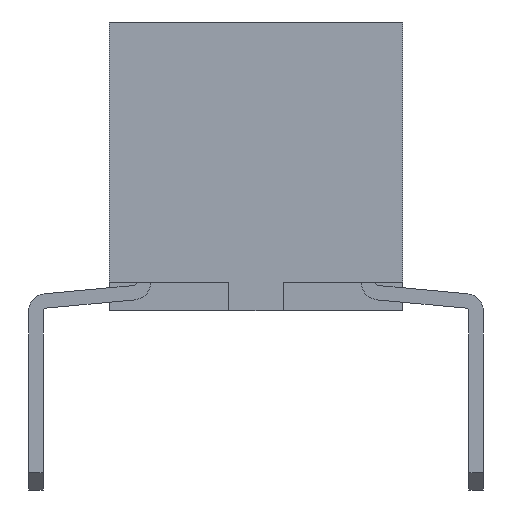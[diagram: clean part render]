
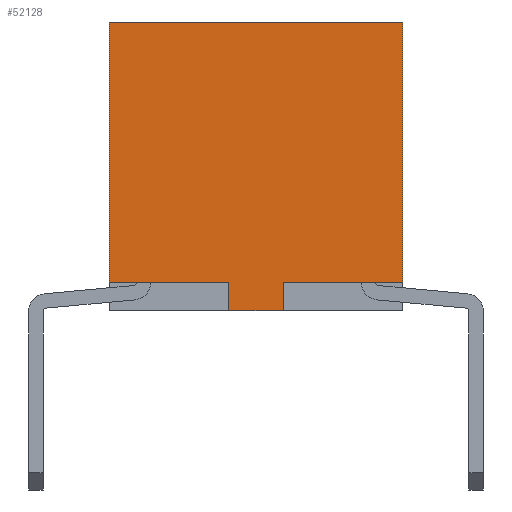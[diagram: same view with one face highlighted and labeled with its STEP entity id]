
A CAD part, front view. The second image highlights one B-rep face of the part: STEP entity #52128.
In plain terms, the highlighted face is planar.
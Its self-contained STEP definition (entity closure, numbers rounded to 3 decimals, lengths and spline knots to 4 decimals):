
#13273=ORIENTED_EDGE('',*,*,#19180,.F.);
#13274=ORIENTED_EDGE('',*,*,#19179,.T.);
#13275=ORIENTED_EDGE('',*,*,#13807,.T.);
#13276=ORIENTED_EDGE('',*,*,#19181,.F.);
#13277=ORIENTED_EDGE('',*,*,#19182,.F.);
#13278=ORIENTED_EDGE('',*,*,#19183,.F.);
#13279=ORIENTED_EDGE('',*,*,#14202,.T.);
#13280=ORIENTED_EDGE('',*,*,#19146,.T.);
#13807=EDGE_CURVE('',#19356,#19355,#22906,.T.);
#14202=EDGE_CURVE('',#19610,#19609,#23166,.T.);
#19146=EDGE_CURVE('',#19609,#22762,#26678,.T.);
#19179=EDGE_CURVE('',#22778,#19356,#26711,.T.);
#19180=EDGE_CURVE('',#22778,#22762,#26712,.T.);
#19181=EDGE_CURVE('',#22779,#19355,#26713,.T.);
#19182=EDGE_CURVE('',#22780,#22779,#26714,.T.);
#19183=EDGE_CURVE('',#19610,#22780,#26715,.T.);
#19355=VERTEX_POINT('',#66543);
#19356=VERTEX_POINT('',#66545);
#19609=VERTEX_POINT('',#67416);
#19610=VERTEX_POINT('',#67418);
#22762=VERTEX_POINT('',#78170);
#22778=VERTEX_POINT('',#78234);
#22779=VERTEX_POINT('',#78239);
#22780=VERTEX_POINT('',#78241);
#22906=LINE('',#66544,#26878);
#23166=LINE('',#67417,#27138);
#26678=LINE('',#78171,#30650);
#26711=LINE('',#78235,#30683);
#26712=LINE('',#78237,#30684);
#26713=LINE('',#78238,#30685);
#26714=LINE('',#78240,#30686);
#26715=LINE('',#78242,#30687);
#26878=VECTOR('',#55823,1000.);
#27138=VECTOR('',#56585,1000.);
#30650=VECTOR('',#65999,1000.);
#30683=VECTOR('',#66062,1000.);
#30684=VECTOR('',#66065,1000.);
#30685=VECTOR('',#66066,1000.);
#30686=VECTOR('',#66067,1000.);
#30687=VECTOR('',#66068,1000.);
#32791=EDGE_LOOP('',(#13273,#13274,#13275,#13276,#13277,#13278,#13279,#13280));
#34885=FACE_BOUND('',#32791,.T.);
#36141=PLANE('',#55477);
#52128=ADVANCED_FACE('',(#34885),#36141,.F.);
#55477=AXIS2_PLACEMENT_3D('',#78236,#66063,#66064);
#55823=DIRECTION('',(0.,-1.,0.));
#56585=DIRECTION('',(0.,-1.,0.));
#65999=DIRECTION('',(0.,0.,-1.));
#66062=DIRECTION('',(0.,0.,1.));
#66063=DIRECTION('',(1.,0.,0.));
#66064=DIRECTION('',(0.,0.,-1.));
#66065=DIRECTION('',(0.,1.,0.));
#66066=DIRECTION('',(0.,0.,-1.));
#66067=DIRECTION('',(0.,-1.,0.));
#66068=DIRECTION('',(0.,0.,1.));
#66543=CARTESIAN_POINT('',(-15.54,-2.54,-2.));
#66544=CARTESIAN_POINT('',(-15.54,0.,-2.));
#66545=CARTESIAN_POINT('',(-15.54,-0.47,-2.));
#67416=CARTESIAN_POINT('',(-15.54,0.47,-2.));
#67417=CARTESIAN_POINT('',(-15.54,0.,-2.));
#67418=CARTESIAN_POINT('',(-15.54,2.54,-2.));
#78170=CARTESIAN_POINT('',(-15.54,0.47,-2.5));
#78171=CARTESIAN_POINT('',(-15.54,0.47,0.));
#78234=CARTESIAN_POINT('',(-15.54,-0.47,-2.5));
#78235=CARTESIAN_POINT('',(-15.54,-0.47,0.));
#78236=CARTESIAN_POINT('',(-15.54,0.,0.));
#78237=CARTESIAN_POINT('',(-15.54,-2.54,-2.5));
#78238=CARTESIAN_POINT('',(-15.54,-2.54,2.5));
#78239=CARTESIAN_POINT('',(-15.54,-2.54,2.5));
#78240=CARTESIAN_POINT('',(-15.54,2.54,2.5));
#78241=CARTESIAN_POINT('',(-15.54,2.54,2.5));
#78242=CARTESIAN_POINT('',(-15.54,2.54,-2.5));
